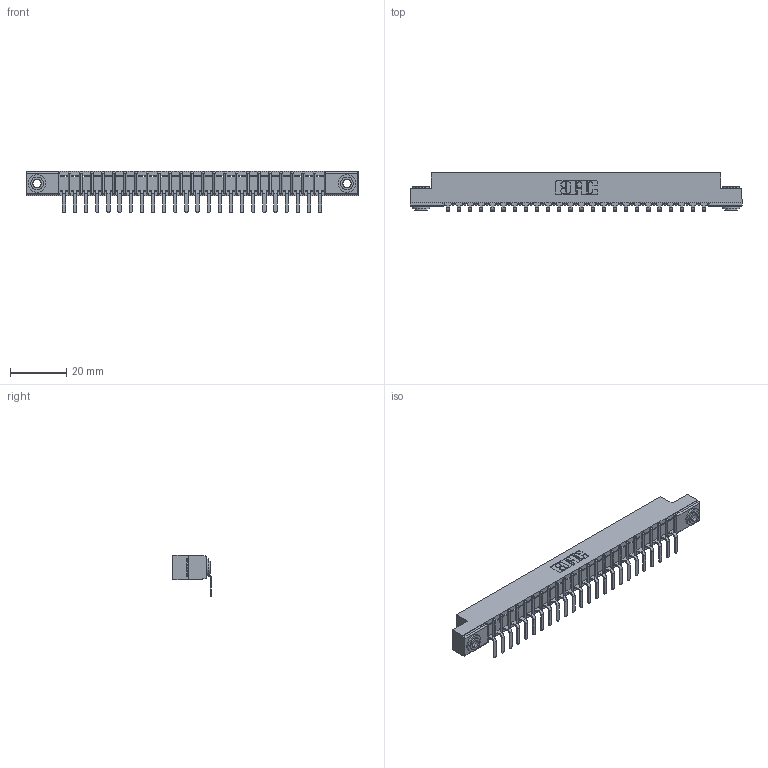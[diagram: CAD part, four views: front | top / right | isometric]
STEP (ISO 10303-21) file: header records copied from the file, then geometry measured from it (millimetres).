
FILE_DESCRIPTION (( 'STEP AP203' ), '1' );
FILE_NAME ('357-024-559-103.STEP', '2022-07-12T22:07:29', ( '' ), ( '' ), 'SwSTEP 2.0', 'SolidWorks 2020', '' );
FILE_SCHEMA (( 'CONFIG_CONTROL_DESIGN' ));
Length unit declared in the file: inch
Products named in the file (4): 357-024-559-103; 307-290-001_558 559 - 1 (Single); 345-250-002_345-250-002-102; 307 Part_.156 Dia Mounting Holes
Assembly tree (27 placements, depth 2):
  357-024-559-103
    307 Part_.156 Dia Mounting Holes
    307-290-001_558 559 - 1 (Single)  x24
    345-250-002_345-250-002-102  x2
Bounding box: 118.11 x 13.7 x 14.81 mm (x, y, z)
Volume: 7466.4 mm3; surface area: 11967 mm2
Topology: 27 solids, 27 shells, 1635 faces, 4611 edges, 2970 vertices
Faces by surface type: plane 1030, cylinder 547, sphere 50, cone 8
Entity records: 23963 total; most frequent: CARTESIAN_POINT 4009, ORIENTED_EDGE 3986, DIRECTION 3925, EDGE_CURVE 1993, VECTOR 1513, LINE 1513, VERTEX_POINT 1290, AXIS2_PLACEMENT_3D 1206
